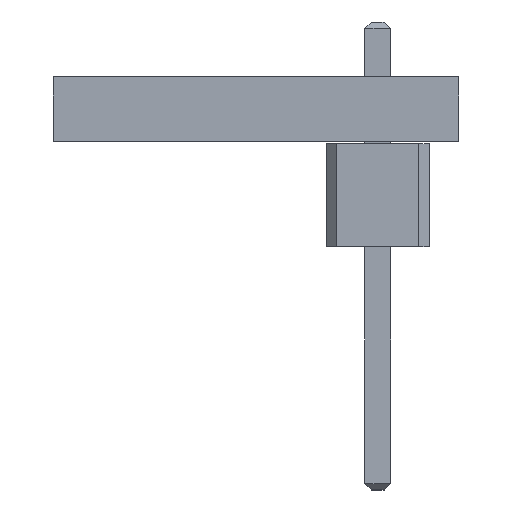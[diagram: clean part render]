
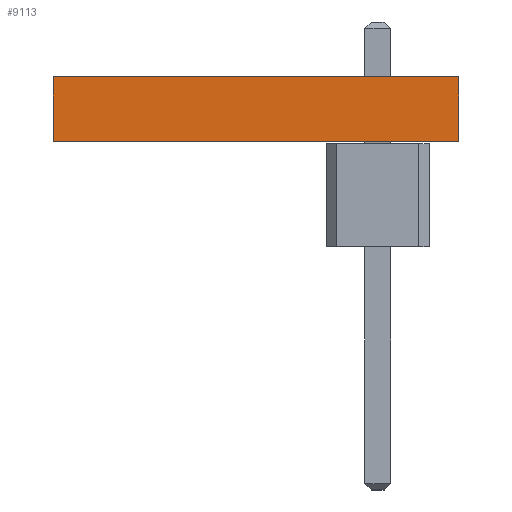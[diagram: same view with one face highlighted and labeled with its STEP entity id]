
A CAD part, left-side view. The second image highlights one B-rep face of the part: STEP entity #9113.
In plain terms, the highlighted planar face has unit normal (-1, 0, 0).
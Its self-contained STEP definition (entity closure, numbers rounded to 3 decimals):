
#8477 = PLANE('',#8478);
#8478 = AXIS2_PLACEMENT_3D('',#8479,#8480,#8481);
#8479 = CARTESIAN_POINT('',(0.,-10.,0.));
#8480 = DIRECTION('',(0.,1.,0.));
#8481 = DIRECTION('',(1.,0.,0.));
#8505 = PLANE('',#8506);
#8506 = AXIS2_PLACEMENT_3D('',#8507,#8508,#8509);
#8507 = CARTESIAN_POINT('',(60.,-5.,1.6));
#8508 = DIRECTION('',(0.,0.,1.));
#8509 = DIRECTION('',(1.,0.,-0.));
#8533 = PLANE('',#8534);
#8534 = AXIS2_PLACEMENT_3D('',#8535,#8536,#8537);
#8535 = CARTESIAN_POINT('',(120.,0.,0.));
#8536 = DIRECTION('',(0.,-1.,0.));
#8537 = DIRECTION('',(-1.,0.,0.));
#8559 = PLANE('',#8560);
#8560 = AXIS2_PLACEMENT_3D('',#8561,#8562,#8563);
#8561 = CARTESIAN_POINT('',(60.,-5.,0.));
#8562 = DIRECTION('',(0.,0.,1.));
#8563 = DIRECTION('',(1.,0.,-0.));
#8574 = EDGE_CURVE('',#8575,#8577,#8579,.T.);
#8575 = VERTEX_POINT('',#8576);
#8576 = CARTESIAN_POINT('',(0.,-10.,0.));
#8577 = VERTEX_POINT('',#8578);
#8578 = CARTESIAN_POINT('',(0.,-10.,1.6));
#8579 = SURFACE_CURVE('',#8580,(#8584,#8591),.PCURVE_S1.);
#8580 = LINE('',#8581,#8582);
#8581 = CARTESIAN_POINT('',(0.,-10.,0.));
#8582 = VECTOR('',#8583,1.);
#8583 = DIRECTION('',(0.,0.,1.));
#8584 = PCURVE('',#8477,#8585);
#8585 = DEFINITIONAL_REPRESENTATION('',(#8586),#8590);
#8586 = LINE('',#8587,#8588);
#8587 = CARTESIAN_POINT('',(0.,0.));
#8588 = VECTOR('',#8589,1.);
#8589 = DIRECTION('',(0.,-1.));
#8590 = ( GEOMETRIC_REPRESENTATION_CONTEXT(2) 
PARAMETRIC_REPRESENTATION_CONTEXT() REPRESENTATION_CONTEXT('2D SPACE',''
  ) );
#8591 = PCURVE('',#8592,#8597);
#8592 = PLANE('',#8593);
#8593 = AXIS2_PLACEMENT_3D('',#8594,#8595,#8596);
#8594 = CARTESIAN_POINT('',(0.,-0.,0.));
#8595 = DIRECTION('',(1.,0.,-0.));
#8596 = DIRECTION('',(0.,-1.,0.));
#8597 = DEFINITIONAL_REPRESENTATION('',(#8598),#8602);
#8598 = LINE('',#8599,#8600);
#8599 = CARTESIAN_POINT('',(10.,0.));
#8600 = VECTOR('',#8601,1.);
#8601 = DIRECTION('',(0.,-1.));
#8602 = ( GEOMETRIC_REPRESENTATION_CONTEXT(2) 
PARAMETRIC_REPRESENTATION_CONTEXT() REPRESENTATION_CONTEXT('2D SPACE',''
  ) );
#8652 = VERTEX_POINT('',#8653);
#8653 = CARTESIAN_POINT('',(0.,0.,1.6));
#8674 = EDGE_CURVE('',#8675,#8652,#8677,.T.);
#8675 = VERTEX_POINT('',#8676);
#8676 = CARTESIAN_POINT('',(0.,-0.,0.));
#8677 = SURFACE_CURVE('',#8678,(#8682,#8689),.PCURVE_S1.);
#8678 = LINE('',#8679,#8680);
#8679 = CARTESIAN_POINT('',(0.,-0.,0.));
#8680 = VECTOR('',#8681,1.);
#8681 = DIRECTION('',(0.,0.,1.));
#8682 = PCURVE('',#8533,#8683);
#8683 = DEFINITIONAL_REPRESENTATION('',(#8684),#8688);
#8684 = LINE('',#8685,#8686);
#8685 = CARTESIAN_POINT('',(120.,0.));
#8686 = VECTOR('',#8687,1.);
#8687 = DIRECTION('',(0.,-1.));
#8688 = ( GEOMETRIC_REPRESENTATION_CONTEXT(2) 
PARAMETRIC_REPRESENTATION_CONTEXT() REPRESENTATION_CONTEXT('2D SPACE',''
  ) );
#8689 = PCURVE('',#8592,#8690);
#8690 = DEFINITIONAL_REPRESENTATION('',(#8691),#8695);
#8691 = LINE('',#8692,#8693);
#8692 = CARTESIAN_POINT('',(0.,0.));
#8693 = VECTOR('',#8694,1.);
#8694 = DIRECTION('',(0.,-1.));
#8695 = ( GEOMETRIC_REPRESENTATION_CONTEXT(2) 
PARAMETRIC_REPRESENTATION_CONTEXT() REPRESENTATION_CONTEXT('2D SPACE',''
  ) );
#8723 = EDGE_CURVE('',#8675,#8575,#8724,.T.);
#8724 = SURFACE_CURVE('',#8725,(#8729,#8736),.PCURVE_S1.);
#8725 = LINE('',#8726,#8727);
#8726 = CARTESIAN_POINT('',(0.,-0.,0.));
#8727 = VECTOR('',#8728,1.);
#8728 = DIRECTION('',(0.,-1.,0.));
#8729 = PCURVE('',#8559,#8730);
#8730 = DEFINITIONAL_REPRESENTATION('',(#8731),#8735);
#8731 = LINE('',#8732,#8733);
#8732 = CARTESIAN_POINT('',(-60.,5.));
#8733 = VECTOR('',#8734,1.);
#8734 = DIRECTION('',(0.,-1.));
#8735 = ( GEOMETRIC_REPRESENTATION_CONTEXT(2) 
PARAMETRIC_REPRESENTATION_CONTEXT() REPRESENTATION_CONTEXT('2D SPACE',''
  ) );
#8736 = PCURVE('',#8592,#8737);
#8737 = DEFINITIONAL_REPRESENTATION('',(#8738),#8742);
#8738 = LINE('',#8739,#8740);
#8739 = CARTESIAN_POINT('',(0.,0.));
#8740 = VECTOR('',#8741,1.);
#8741 = DIRECTION('',(1.,0.));
#8742 = ( GEOMETRIC_REPRESENTATION_CONTEXT(2) 
PARAMETRIC_REPRESENTATION_CONTEXT() REPRESENTATION_CONTEXT('2D SPACE',''
  ) );
#8936 = EDGE_CURVE('',#8652,#8577,#8937,.T.);
#8937 = SURFACE_CURVE('',#8938,(#8942,#8949),.PCURVE_S1.);
#8938 = LINE('',#8939,#8940);
#8939 = CARTESIAN_POINT('',(0.,0.,1.6));
#8940 = VECTOR('',#8941,1.);
#8941 = DIRECTION('',(0.,-1.,0.));
#8942 = PCURVE('',#8505,#8943);
#8943 = DEFINITIONAL_REPRESENTATION('',(#8944),#8948);
#8944 = LINE('',#8945,#8946);
#8945 = CARTESIAN_POINT('',(-60.,5.));
#8946 = VECTOR('',#8947,1.);
#8947 = DIRECTION('',(0.,-1.));
#8948 = ( GEOMETRIC_REPRESENTATION_CONTEXT(2) 
PARAMETRIC_REPRESENTATION_CONTEXT() REPRESENTATION_CONTEXT('2D SPACE',''
  ) );
#8949 = PCURVE('',#8592,#8950);
#8950 = DEFINITIONAL_REPRESENTATION('',(#8951),#8955);
#8951 = LINE('',#8952,#8953);
#8952 = CARTESIAN_POINT('',(0.,-1.6));
#8953 = VECTOR('',#8954,1.);
#8954 = DIRECTION('',(1.,0.));
#8955 = ( GEOMETRIC_REPRESENTATION_CONTEXT(2) 
PARAMETRIC_REPRESENTATION_CONTEXT() REPRESENTATION_CONTEXT('2D SPACE',''
  ) );
#9113 = ADVANCED_FACE('',(#9114),#8592,.F.);
#9114 = FACE_BOUND('',#9115,.F.);
#9115 = EDGE_LOOP('',(#9116,#9117,#9118,#9119));
#9116 = ORIENTED_EDGE('',*,*,#8674,.T.);
#9117 = ORIENTED_EDGE('',*,*,#8936,.T.);
#9118 = ORIENTED_EDGE('',*,*,#8574,.F.);
#9119 = ORIENTED_EDGE('',*,*,#8723,.F.);
